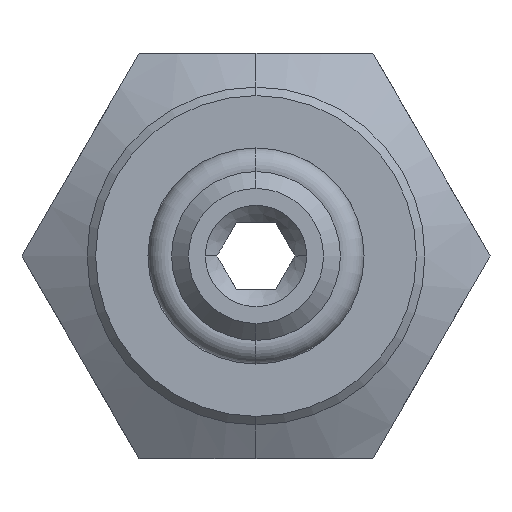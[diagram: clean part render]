
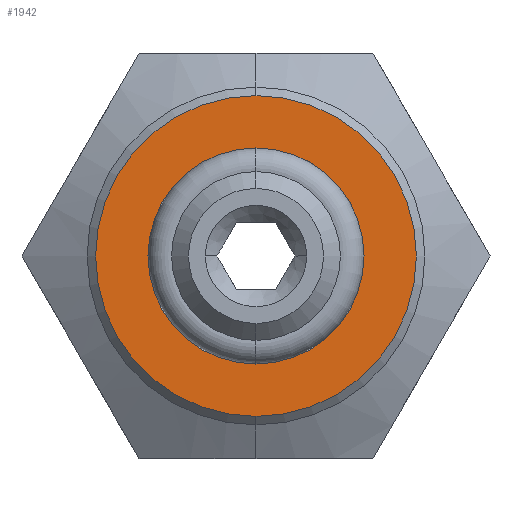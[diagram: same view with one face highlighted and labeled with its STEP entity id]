
A CAD part, front view. The second image highlights one B-rep face of the part: STEP entity #1942.
In plain terms, the highlighted planar face has unit normal (0, -1, 0).
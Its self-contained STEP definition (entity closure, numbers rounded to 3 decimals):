
#17 = ORIENTED_EDGE ( 'NONE', *, *, #336, .F. ) ;
#68 = CARTESIAN_POINT ( 'NONE',  ( 0., 4., 0. ) ) ;
#307 = AXIS2_PLACEMENT_3D ( 'NONE', #646, #1053, #3492 ) ;
#336 = EDGE_CURVE ( 'NONE', #1351, #3635, #1381, .T. ) ;
#341 = FACE_OUTER_BOUND ( 'NONE', #1774, .T. ) ;
#400 = FACE_BOUND ( 'NONE', #997, .T. ) ;
#646 = CARTESIAN_POINT ( 'NONE',  ( 1.9, 4., 0. ) ) ;
#836 = AXIS2_PLACEMENT_3D ( 'NONE', #3454, #3236, #1238 ) ;
#863 = AXIS2_PLACEMENT_3D ( 'NONE', #1551, #1223, #1576 ) ;
#997 = EDGE_LOOP ( 'NONE', ( #1782, #17 ) ) ;
#1019 = VERTEX_POINT ( 'NONE', #1694 ) ;
#1053 = DIRECTION ( 'NONE',  ( 0., -1., 0. ) ) ;
#1130 = ORIENTED_EDGE ( 'NONE', *, *, #1629, .T. ) ;
#1185 = ORIENTED_EDGE ( 'NONE', *, *, #1574, .T. ) ;
#1201 = VERTEX_POINT ( 'NONE', #1951 ) ;
#1212 = CIRCLE ( 'NONE', #836, 4.75 ) ;
#1223 = DIRECTION ( 'NONE',  ( 0., -1., 0. ) ) ;
#1238 = DIRECTION ( 'NONE',  ( 0., 0., -1. ) ) ;
#1351 = VERTEX_POINT ( 'NONE', #2623 ) ;
#1381 = CIRCLE ( 'NONE', #2722, 3.2 ) ;
#1551 = CARTESIAN_POINT ( 'NONE',  ( 0., 4., 0. ) ) ;
#1574 = EDGE_CURVE ( 'NONE', #1019, #1201, #2259, .T. ) ;
#1576 = DIRECTION ( 'NONE',  ( 0., 0., -1. ) ) ;
#1629 = EDGE_CURVE ( 'NONE', #1201, #1019, #1212, .T. ) ;
#1694 = CARTESIAN_POINT ( 'NONE',  ( 0., 4., 4.75 ) ) ;
#1774 = EDGE_LOOP ( 'NONE', ( #1185, #1130 ) ) ;
#1776 = PLANE ( 'NONE',  #307 ) ;
#1782 = ORIENTED_EDGE ( 'NONE', *, *, #2966, .F. ) ;
#1942 = ADVANCED_FACE ( 'NONE', ( #341, #400 ), #1776, .T. ) ;
#1951 = CARTESIAN_POINT ( 'NONE',  ( 0., 4., -4.75 ) ) ;
#1986 = CARTESIAN_POINT ( 'NONE',  ( 0., 4., -3.2 ) ) ;
#2243 = DIRECTION ( 'NONE',  ( 0., -1., 0. ) ) ;
#2259 = CIRCLE ( 'NONE', #863, 4.75 ) ;
#2297 = DIRECTION ( 'NONE',  ( 0., 0., -1. ) ) ;
#2357 = CIRCLE ( 'NONE', #3481, 3.2 ) ;
#2623 = CARTESIAN_POINT ( 'NONE',  ( 0., 4., 3.2 ) ) ;
#2722 = AXIS2_PLACEMENT_3D ( 'NONE', #68, #2243, #2297 ) ;
#2966 = EDGE_CURVE ( 'NONE', #3635, #1351, #2357, .T. ) ;
#3236 = DIRECTION ( 'NONE',  ( 0., -1., 0. ) ) ;
#3454 = CARTESIAN_POINT ( 'NONE',  ( 0., 4., 0. ) ) ;
#3481 = AXIS2_PLACEMENT_3D ( 'NONE', #3898, #3877, #3791 ) ;
#3492 = DIRECTION ( 'NONE',  ( 0., 0., -1. ) ) ;
#3635 = VERTEX_POINT ( 'NONE', #1986 ) ;
#3791 = DIRECTION ( 'NONE',  ( 0., 0., -1. ) ) ;
#3877 = DIRECTION ( 'NONE',  ( 0., -1., 0. ) ) ;
#3898 = CARTESIAN_POINT ( 'NONE',  ( 0., 4., 0. ) ) ;
